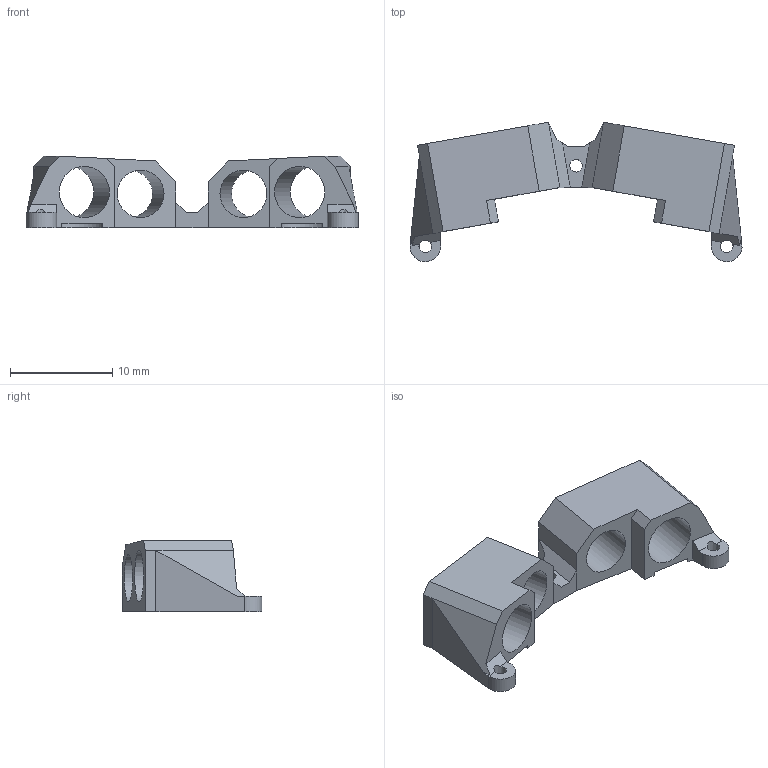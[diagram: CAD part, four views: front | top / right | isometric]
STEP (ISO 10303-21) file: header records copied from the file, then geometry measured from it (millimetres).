
FILE_DESCRIPTION(/* description */ (''),/* implementation_level */ '2;1');
FILE_NAME(/* name */ 'frontsensorholder.stp',/* time_stamp */ '2025-02-08T20:09:36+09:00',/* author */ ('IshiiLabHonda'),/* organization */ (''),/* preprocessor_version */ 'ST-DEVELOPER v19.2',/* originating_system */ 'Autodesk Inventor 2023',/* authorisation */ '');
FILE_SCHEMA (('AUTOMOTIVE_DESIGN { 1 0 10303 214 3 1 1 }'));
Length unit declared in the file: millimetre
Products named in the file (1): frontsensorholder
Bounding box: 32.49 x 13.65 x 7 mm (x, y, z)
Volume: 853.7 mm3; surface area: 1388.6 mm2
Topology: 1 solids, 1 shells, 53 faces, 289 edges, 373 vertices
Faces by surface type: plane 42, cylinder 11
Full cylindrical faces by diameter (mm): 1.25 x3, 4.65 x2, 5 x2
Entity records: 2454 total; most frequent: CARTESIAN_POINT 581, DIRECTION 345, ORIENTED_EDGE 306, EDGE_CURVE 153, STYLED_ITEM 137, LINE 127, VECTOR 127, AXIS2_PLACEMENT_3D 109
